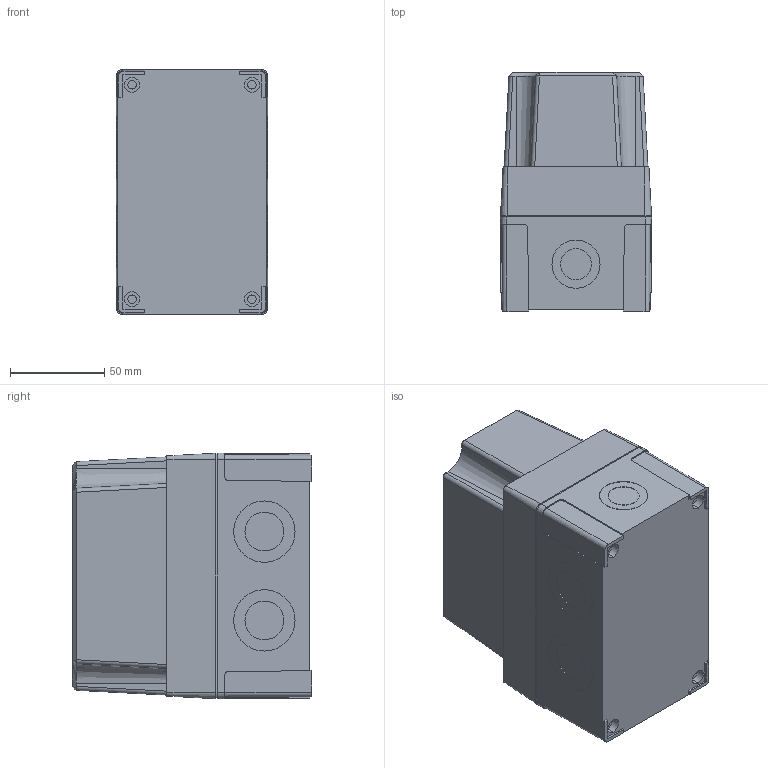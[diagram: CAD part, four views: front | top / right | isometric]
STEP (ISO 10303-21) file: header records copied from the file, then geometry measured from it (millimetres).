
FILE_DESCRIPTION (( 'STEP AP214' ), '1' );
FILE_NAME ('6016304_FIBOX_MNX_PCM_100_125_G.STEP', '2023-02-16T13:21:29', ( '' ), ( '' ), 'SwSTEP 2.0', 'SolidWorks 2021', '' );
FILE_SCHEMA (( 'AUTOMOTIVE_DESIGN' ));
Length unit declared in the file: millimetre
Products named in the file (4): FIBOX_MNX10075C; FIBOX_MNXPCM100B; FIBOX_MNXSS14551H; 6016304_FIBOX_MNX_PCM_100_125_G
Assembly tree (6 placements, depth 2):
  6016304_FIBOX_MNX_PCM_100_125_G
    FIBOX_MNXPCM100B
    FIBOX_MNX10075C
    FIBOX_MNXSS14551H  x4
Bounding box: 80.1 x 126.6 x 130.1 mm (x, y, z)
Volume: 218923.3 mm3; surface area: 149037.6 mm2
Topology: 6 solids, 6 shells, 565 faces, 1398 edges, 921 vertices
Faces by surface type: plane 331, cylinder 184, cone 48, bspline 2
Entity records: 16633 total; most frequent: CARTESIAN_POINT 4796, DIRECTION 2473, ORIENTED_EDGE 2388, EDGE_CURVE 1194, AXIS2_PLACEMENT_3D 888, VERTEX_POINT 789, LINE 697, VECTOR 697
